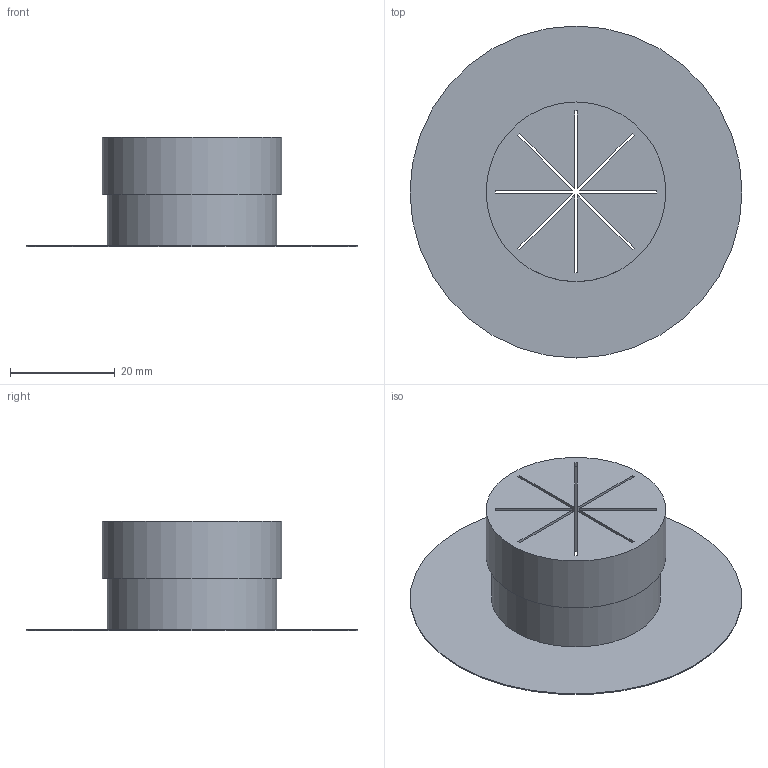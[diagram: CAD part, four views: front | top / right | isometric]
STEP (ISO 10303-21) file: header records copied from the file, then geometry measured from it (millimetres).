
FILE_DESCRIPTION(/* description */ (''),/* implementation_level */ '2;1');
FILE_NAME(/* name */ 'attachmentPort v29.step',/* time_stamp */ '2022-04-11T22:27:39-04:00',/* author */ (''),/* organization */ (''),/* preprocessor_version */ 'ST-DEVELOPER v18.1',/* originating_system */ 'Autodesk Translation Framework v10.14.0.1471',/* authorisation */ '');
FILE_SCHEMA (('AUTOMOTIVE_DESIGN { 1 0 10303 214 3 1 1 }'));
Length unit declared in the file: millimetre
Products named in the file (3): attachmentPort; seal; base
Assembly tree (2 placements, depth 2):
  attachmentPort
    seal
    base
Bounding box: 63.5 x 63.5 x 21 mm (x, y, z)
Volume: 3385.9 mm3; surface area: 12994 mm2
Topology: 2 solids, 2 shells, 35 faces, 87 edges, 58 vertices
Faces by surface type: plane 30, cylinder 5
Full cylindrical faces by diameter (mm): 31.374 x1, 32.374 x2, 34.374 x1, 63.5 x1
Entity records: 1148 total; most frequent: CARTESIAN_POINT 186, DIRECTION 179, ORIENTED_EDGE 174, EDGE_CURVE 87, LINE 77, VECTOR 77, VERTEX_POINT 58, AXIS2_PLACEMENT_3D 51
